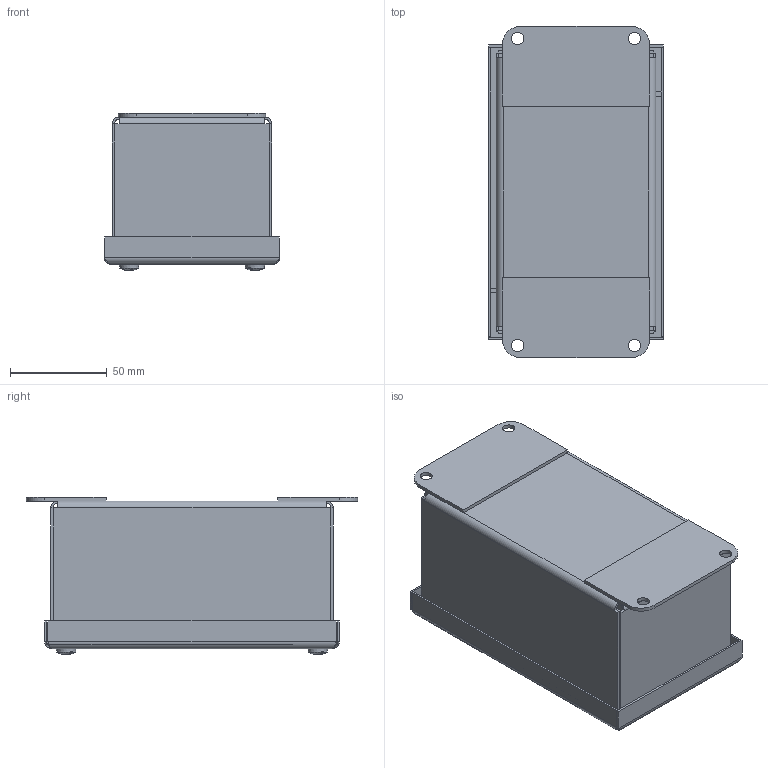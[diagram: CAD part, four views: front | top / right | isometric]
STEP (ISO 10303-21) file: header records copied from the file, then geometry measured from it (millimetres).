
FILE_DESCRIPTION(/* description */ ('LID, PBSS2A, 5.75 X 3.25'),/* implementation_level */ '2;1');
FILE_NAME(/* name */ 'PBSS2A.stp',/* time_stamp */ '2017-01-30T22:57:28+05:00',/* author */ ('mgunasekar'),/* organization */ (''),/* preprocessor_version */ 'ST-DEVELOPER v16.1',/* originating_system */ 'Autodesk Inventor 2016',/* authorisation */ '');
FILE_SCHEMA (('AUTOMOTIVE_DESIGN { 1 0 10303 214 3 1 1 }'));
Length unit declared in the file: inch
Products named in the file (9): PBSS2ALID; 37210; 39077; PBSS2ABKP; 34984; 38832; 348123; 316232; PBSS2A
Assembly tree (20 placements, depth 2):
  PBSS2A
    PBSS2ALID
    37210  x4
    39077  x4
    PBSS2ABKP
    34984  x4
    38832  x2
    348123  x2
    316232  x2
Bounding box: 90.49 x 171.45 x 81.29 mm (x, y, z)
Volume: 116785.7 mm3; surface area: 165286.4 mm2
Topology: 20 solids, 22 shells, 568 faces, 1394 edges, 878 vertices
Faces by surface type: plane 356, cylinder 104, cone 56, torus 30, bspline 14, sphere 8
Full cylindrical faces by diameter (mm): 3.378 x2, 3.962 x4, 4.255 x4, 4.826 x4, 4.978 x4, 6.299 x4, 6.35 x6, 6.528 x4, 7.061 x4, 7.137 x4, 7.95 x4, 10.312 x4, 11.506 x4
Entity records: 9635 total; most frequent: CARTESIAN_POINT 2074, DIRECTION 1452, ORIENTED_EDGE 1420, EDGE_CURVE 710, LINE 504, VECTOR 504, AXIS2_PLACEMENT_3D 474, VERTEX_POINT 454
